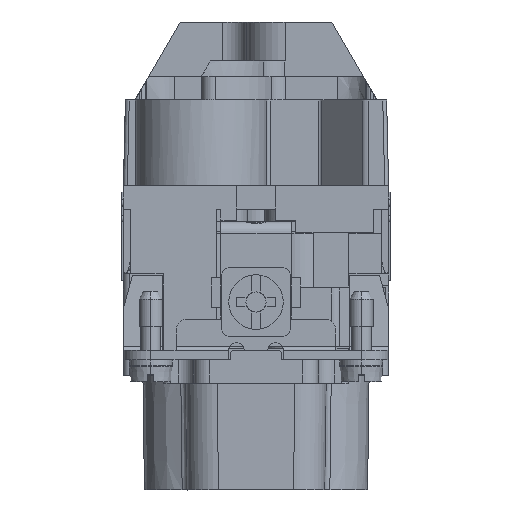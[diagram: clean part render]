
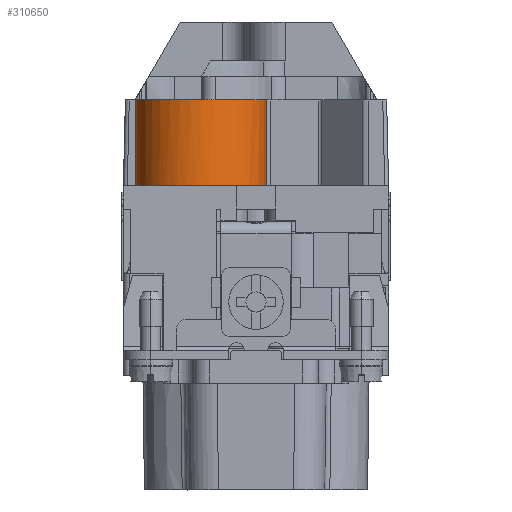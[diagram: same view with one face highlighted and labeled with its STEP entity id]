
A CAD part, left-side view. The second image highlights one B-rep face of the part: STEP entity #310650.
In plain terms, the highlighted cylindrical face has radius 8.5 mm (diameter 17 mm), a partial arc.
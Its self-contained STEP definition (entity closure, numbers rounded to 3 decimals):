
#3240=CARTESIAN_POINT('',(36.751,54.174,35.8));
#3250=DIRECTION('',(0.,0.,1.));
#3260=DIRECTION('',(1.,0.,0.));
#3270=AXIS2_PLACEMENT_3D('',#3240,#3250,#3260);
#3280=CYLINDRICAL_SURFACE('',#3270,8.5);
#3290=CARTESIAN_POINT('',(36.751,54.174,16.5));
#3300=DIRECTION('',(0.,0.,1.));
#3310=DIRECTION('',(1.,0.,0.));
#3320=AXIS2_PLACEMENT_3D('',#3290,#3300,#3310);
#3330=CIRCLE('',#3320,8.5);
#113220=CARTESIAN_POINT('',(40.901,61.592,16.5));
#113230=VERTEX_POINT('',#113220);
#113240=CARTESIAN_POINT('',(29.62,58.801,16.5));
#113250=VERTEX_POINT('',#113240);
#113260=EDGE_CURVE('',#113230,#113250,#3330,.T.);
#122870=CARTESIAN_POINT('',(29.62,58.801,35.8));
#122880=VERTEX_POINT('',#122870);
#122980=CARTESIAN_POINT('',(29.62,58.801,35.8));
#122990=DIRECTION('',(0.,0.,1.));
#123000=VECTOR('',#122990,1.);
#123010=LINE('',#122980,#123000);
#123020=EDGE_CURVE('',#113250,#122880,#123010,.T.);
#137110=CARTESIAN_POINT('',(36.751,0.,28.5));
#137120=DIRECTION('',(0.,1.,0.));
#137130=DIRECTION('',(1.,0.,0.));
#137140=AXIS2_PLACEMENT_3D('',#137110,#137120,#137130);
#137150=CYLINDRICAL_SURFACE('',#137140,0.5);
#137160=CARTESIAN_POINT('',(36.251,62.659,28.5));
#137170=CARTESIAN_POINT('',(36.251,62.659,28.484)
);
#137180=CARTESIAN_POINT('',(36.251,62.659,
28.467));
#137190=CARTESIAN_POINT('',(36.253,62.659,
28.451));
#137200=CARTESIAN_POINT('',(36.255,62.66,
28.435));
#137210=CARTESIAN_POINT('',(36.257,62.66,
28.418));
#137220=CARTESIAN_POINT('',(36.26,62.66,
28.402));
#137230=CARTESIAN_POINT('',(36.263,62.66,
28.386));
#137240=CARTESIAN_POINT('',(36.267,62.66,
28.37));
#137250=CARTESIAN_POINT('',(36.272,62.661,
28.355));
#137260=CARTESIAN_POINT('',(36.277,62.661,
28.339));
#137270=CARTESIAN_POINT('',(36.282,62.661,
28.323));
#137280=CARTESIAN_POINT('',(36.289,62.661,
28.308));
#137290=CARTESIAN_POINT('',(36.295,62.662,
28.293));
#137300=CARTESIAN_POINT('',(36.302,62.662,
28.279));
#137310=CARTESIAN_POINT('',(36.31,62.663,
28.264));
#137320=CARTESIAN_POINT('',(36.317,62.663,
28.25));
#137330=CARTESIAN_POINT('',(36.326,62.663,
28.236));
#137340=CARTESIAN_POINT('',(36.335,62.664,
28.222));
#137350=CARTESIAN_POINT('',(36.344,62.664,
28.208));
#137360=CARTESIAN_POINT('',(36.354,62.665,
28.195));
#137370=CARTESIAN_POINT('',(36.364,62.665,
28.182));
#137380=CARTESIAN_POINT('',(36.375,62.666,
28.17));
#137390=CARTESIAN_POINT('',(36.386,62.666,
28.158));
#137400=CARTESIAN_POINT('',(36.397,62.667,
28.146));
#137410=CARTESIAN_POINT('',(36.409,62.667,
28.135));
#137420=CARTESIAN_POINT('',(36.421,62.668,
28.124));
#137430=CARTESIAN_POINT('',(36.434,62.668,
28.113));
#137440=CARTESIAN_POINT('',(36.446,62.669,
28.103));
#137450=CARTESIAN_POINT('',(36.46,62.669,
28.093));
#137460=CARTESIAN_POINT('',(36.473,62.67,
28.084));
#137470=CARTESIAN_POINT('',(36.487,62.67,
28.075));
#137480=CARTESIAN_POINT('',(36.501,62.67,
28.066));
#137490=CARTESIAN_POINT('',(36.516,62.671,
28.059));
#137500=CARTESIAN_POINT('',(36.53,62.671,
28.051));
#137510=CARTESIAN_POINT('',(36.545,62.672,
28.044));
#137520=CARTESIAN_POINT('',(36.56,62.672,
28.038));
#137530=CARTESIAN_POINT('',(36.575,62.672,
28.032));
#137540=CARTESIAN_POINT('',(36.59,62.673,
28.026));
#137550=CARTESIAN_POINT('',(36.606,62.673,
28.021));
#137560=CARTESIAN_POINT('',(36.622,62.673,
28.017));
#137570=CARTESIAN_POINT('',(36.637,62.673,
28.013));
#137580=CARTESIAN_POINT('',(36.653,62.673,
28.01));
#137590=CARTESIAN_POINT('',(36.669,62.674,
28.006));
#137600=CARTESIAN_POINT('',(36.686,62.674,
28.004));
#137610=CARTESIAN_POINT('',(36.702,62.674,
28.002));
#137620=CARTESIAN_POINT('',(36.718,62.674,
28.001));
#137630=CARTESIAN_POINT('',(36.734,62.674,28.));
#137640=CARTESIAN_POINT('',(36.751,62.674,28.));
#137650=B_SPLINE_CURVE_WITH_KNOTS('',3,(#137160,#137170,#137180,#137190,
#137200,#137210,#137220,#137230,#137240,#137250,#137260,#137270,#137280,
#137290,#137300,#137310,#137320,#137330,#137340,#137350,#137360,#137370,
#137380,#137390,#137400,#137410,#137420,#137430,#137440,#137450,#137460,
#137470,#137480,#137490,#137500,#137510,#137520,#137530,#137540,#137550,
#137560,#137570,#137580,#137590,#137600,#137610,#137620,#137630,#137640)
,.UNSPECIFIED.,.F.,.F.,(4,3,3,3,3,3,3,3,3,3,3,3,3,3,3,3,4),(0.,
0.049,0.098,0.148,
0.197,0.246,0.295,0.344,
0.393,0.442,0.492,0.541,
0.59,0.639,0.688,0.737,
0.786),.UNSPECIFIED.);
#137660=SURFACE_CURVE('',#137650,(#137150,#3280),.CURVE_3D.);
#137670=CARTESIAN_POINT('',(36.251,62.659,28.5));
#137680=VERTEX_POINT('',#137670);
#137690=CARTESIAN_POINT('',(36.751,62.674,28.));
#137700=VERTEX_POINT('',#137690);
#137710=EDGE_CURVE('',#137680,#137700,#137660,.T.);
#219650=CARTESIAN_POINT('',(30.801,48.104,35.8));
#219660=DIRECTION('',(0.,0.,-1.));
#219670=VECTOR('',#219660,1.);
#219680=LINE('',#219650,#219670);
#219690=CARTESIAN_POINT('',(30.801,48.104,35.8));
#219700=VERTEX_POINT('',#219690);
#219710=CARTESIAN_POINT('',(30.801,48.104,1.8));
#219720=VERTEX_POINT('',#219710);
#219730=EDGE_CURVE('',#219700,#219720,#219680,.T.);
#278130=CARTESIAN_POINT('',(36.751,54.174,28.));
#278140=DIRECTION('',(0.,0.,1.));
#278150=DIRECTION('',(1.,0.,0.));
#278160=AXIS2_PLACEMENT_3D('',#278130,#278140,#278150);
#278170=CIRCLE('',#278160,8.5);
#278180=CARTESIAN_POINT('',(40.901,61.592,28.));
#278190=VERTEX_POINT('',#278180);
#278200=EDGE_CURVE('',#278190,#137700,#278170,.T.);
#282290=CARTESIAN_POINT('',(36.251,62.659,49.8));
#282300=VERTEX_POINT('',#282290);
#282330=CARTESIAN_POINT('',(36.251,62.659,35.8));
#282340=DIRECTION('',(0.,0.,1.));
#282350=VECTOR('',#282340,1.);
#282360=LINE('',#282330,#282350);
#282370=EDGE_CURVE('',#137680,#282300,#282360,.T.);
#305540=CARTESIAN_POINT('',(40.901,61.592,35.8));
#305550=DIRECTION('',(0.,0.,1.));
#305560=VECTOR('',#305550,1.);
#305570=LINE('',#305540,#305560);
#305580=EDGE_CURVE('',#113230,#278190,#305570,.T.);
#310160=ORIENTED_EDGE('',*,*,#113260,.T.);
#310170=ORIENTED_EDGE('',*,*,#305580,.F.);
#310180=ORIENTED_EDGE('',*,*,#278200,.F.);
#310190=ORIENTED_EDGE('',*,*,#137710,.T.);
#310200=ORIENTED_EDGE('',*,*,#282370,.F.);
#310210=CARTESIAN_POINT('',(36.751,54.174,49.8));
#310220=DIRECTION('',(0.,0.,1.));
#310230=DIRECTION('',(1.,0.,0.));
#310240=AXIS2_PLACEMENT_3D('',#310210,#310220,#310230);
#310250=CIRCLE('',#310240,8.5);
#310260=CARTESIAN_POINT('',(28.251,54.109,49.8));
#310270=VERTEX_POINT('',#310260);
#310280=EDGE_CURVE('',#282300,#310270,#310250,.T.);
#310290=ORIENTED_EDGE('',*,*,#310280,.F.);
#310300=CARTESIAN_POINT('',(36.751,54.174,49.8));
#310310=DIRECTION('',(0.,0.,1.));
#310320=DIRECTION('',(1.,0.,0.));
#310330=AXIS2_PLACEMENT_3D('',#310300,#310310,#310320);
#310340=CIRCLE('',#310330,8.5);
#310350=CARTESIAN_POINT('',(35.334,45.793,49.8));
#310360=VERTEX_POINT('',#310350);
#310370=EDGE_CURVE('',#310270,#310360,#310340,.T.);
#310380=ORIENTED_EDGE('',*,*,#310370,.F.);
#310390=CARTESIAN_POINT('',(35.334,45.793,35.8));
#310400=DIRECTION('',(0.,0.,1.));
#310410=VECTOR('',#310400,1.);
#310420=LINE('',#310390,#310410);
#310430=CARTESIAN_POINT('',(35.334,45.793,1.8));
#310440=VERTEX_POINT('',#310430);
#310450=EDGE_CURVE('',#310440,#310360,#310420,.T.);
#310460=ORIENTED_EDGE('',*,*,#310450,.T.);
#310470=CARTESIAN_POINT('',(36.751,54.174,1.8));
#310480=DIRECTION('',(0.,0.,1.));
#310490=DIRECTION('',(1.,0.,0.));
#310500=AXIS2_PLACEMENT_3D('',#310470,#310480,#310490);
#310510=CIRCLE('',#310500,8.5);
#310520=EDGE_CURVE('',#219720,#310440,#310510,.T.);
#310530=ORIENTED_EDGE('',*,*,#310520,.T.);
#310540=ORIENTED_EDGE('',*,*,#219730,.T.);
#310550=CARTESIAN_POINT('',(36.751,54.174,35.8));
#310560=DIRECTION('',(0.,0.,1.));
#310570=DIRECTION('',(1.,0.,0.));
#310580=AXIS2_PLACEMENT_3D('',#310550,#310560,#310570);
#310590=CIRCLE('',#310580,8.5);
#310600=EDGE_CURVE('',#122880,#219700,#310590,.T.);
#310610=ORIENTED_EDGE('',*,*,#310600,.T.);
#310620=ORIENTED_EDGE('',*,*,#123020,.T.);
#310630=EDGE_LOOP('',(#310620,#310610,#310540,#310530,#310460,#310380,
#310290,#310200,#310190,#310180,#310170,#310160));
#310640=FACE_OUTER_BOUND('',#310630,.T.);
#310650=ADVANCED_FACE('',(#310640),#3280,.T.);
